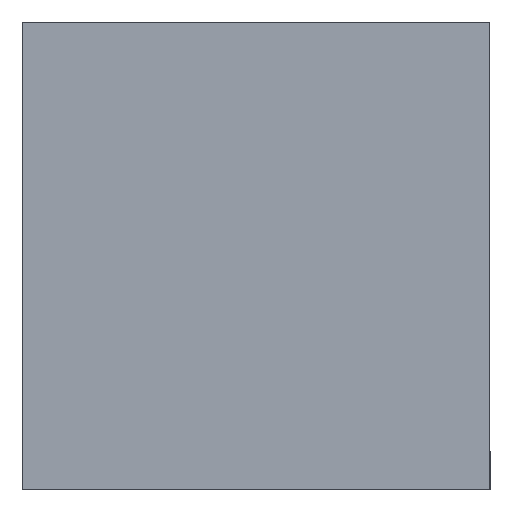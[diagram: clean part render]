
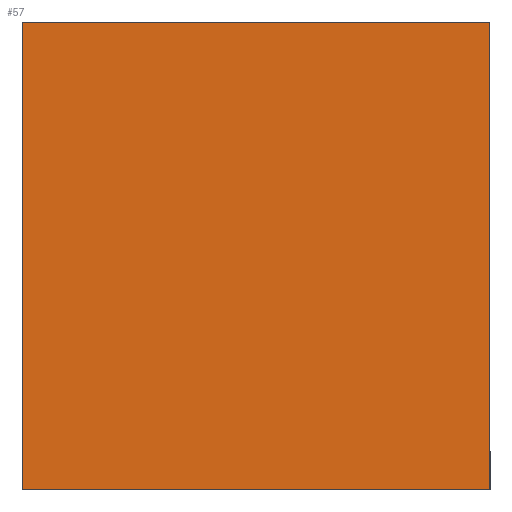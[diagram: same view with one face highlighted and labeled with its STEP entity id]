
A CAD part, left-side view. The second image highlights one B-rep face of the part: STEP entity #57.
In plain terms, the highlighted planar face has unit normal (-1, 0, 0).
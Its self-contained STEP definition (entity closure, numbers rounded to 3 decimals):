
#57=ADVANCED_FACE('',(#121),#122,.T.);
#121=FACE_OUTER_BOUND('',#193,.T.);
#122=PLANE('',#194);
#193=EDGE_LOOP('',(#271,#272,#273,#274));
#194=AXIS2_PLACEMENT_3D('',#275,#276,#277);
#271=ORIENTED_EDGE('',*,*,#386,.T.);
#272=ORIENTED_EDGE('',*,*,#391,.T.);
#273=ORIENTED_EDGE('',*,*,#395,.T.);
#274=ORIENTED_EDGE('',*,*,#399,.T.);
#275=CARTESIAN_POINT('',(-1.0,0.,0.625));
#276=DIRECTION('',(-1.0,0.,0.));
#277=DIRECTION('',(0.,-1.0,0.));
#386=EDGE_CURVE('',#443,#444,#445,.T.);
#391=EDGE_CURVE('',#444,#452,#453,.T.);
#395=EDGE_CURVE('',#452,#458,#459,.T.);
#399=EDGE_CURVE('',#458,#443,#464,.T.);
#443=VERTEX_POINT('',#524);
#444=VERTEX_POINT('',#525);
#445=LINE('',#526,#527);
#452=VERTEX_POINT('',#537);
#453=LINE('',#538,#539);
#458=VERTEX_POINT('',#546);
#459=LINE('',#547,#548);
#464=LINE('',#555,#556);
#524=CARTESIAN_POINT('',(-1.0,0.625,0.0));
#525=CARTESIAN_POINT('',(-1.0,-0.625,0.));
#526=CARTESIAN_POINT('',(-1.0,0.625,0.0));
#527=VECTOR('',#640,1.0);
#537=CARTESIAN_POINT('',(-1.0,-0.625,1.25));
#538=CARTESIAN_POINT('',(-1.0,-0.625,0.));
#539=VECTOR('',#644,1.0);
#546=CARTESIAN_POINT('',(-1.0,0.625,1.25));
#547=CARTESIAN_POINT('',(-1.0,-0.625,1.25));
#548=VECTOR('',#647,1.0);
#555=CARTESIAN_POINT('',(-1.0,0.625,1.25));
#556=VECTOR('',#650,1.0);
#640=DIRECTION('',(0.,-1000.0,0.));
#644=DIRECTION('',(0.,0.,1000.0));
#647=DIRECTION('',(0.,1000.0,0.));
#650=DIRECTION('',(0.,0.,-1000.0));
